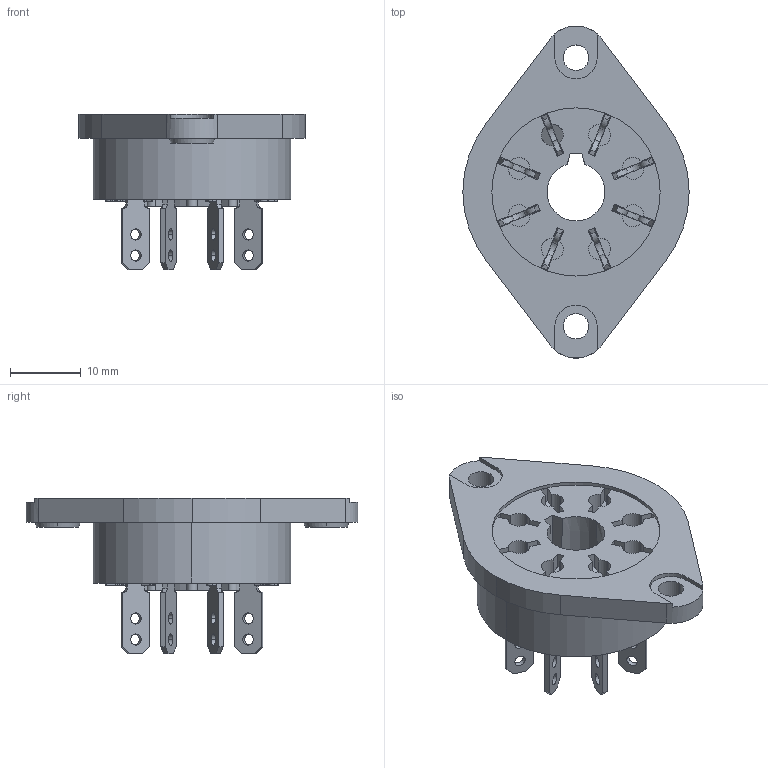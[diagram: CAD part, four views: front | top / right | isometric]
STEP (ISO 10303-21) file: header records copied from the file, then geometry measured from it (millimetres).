
FILE_DESCRIPTION (( 'STEP AP214' ), '1' );
FILE_NAME ('GOP8.STEP', '2014-09-22T09:40:07', ( '' ), ( '' ), 'SwSTEP 2.0', 'SolidWorks 2012', '' );
FILE_SCHEMA (( 'AUTOMOTIVE_DESIGN' ));
Length unit declared in the file: millimetre
Products named in the file (1): GOP8
Bounding box: 32 x 46.97 x 22 mm (x, y, z)
Volume: 7198.1 mm3; surface area: 6226.2 mm2
Topology: 1 solids, 1 shells, 623 faces, 1863 edges, 1242 vertices
Faces by surface type: plane 320, cylinder 220, bspline 68, cone 15
Entity records: 31548 total; most frequent: CARTESIAN_POINT 7993, ORIENTED_EDGE 3726, DIRECTION 3307, EDGE_CURVE 1863, VERTEX_POINT 1242, VECTOR 1185, LINE 1185, AXIS2_PLACEMENT_3D 1061
